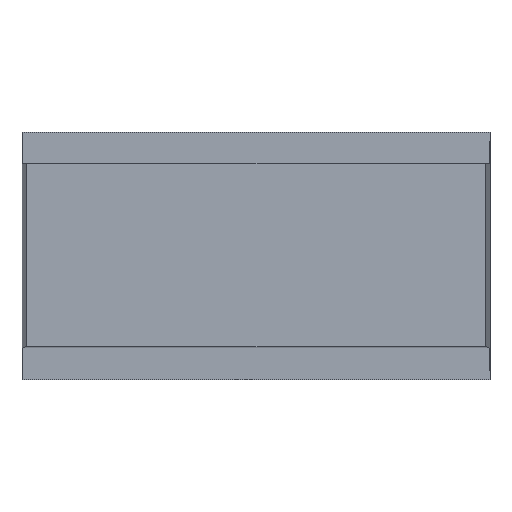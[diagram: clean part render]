
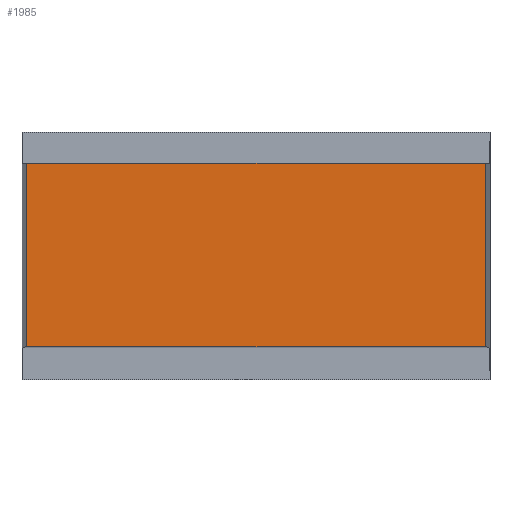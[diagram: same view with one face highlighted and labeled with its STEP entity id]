
A CAD part, top view. The second image highlights one B-rep face of the part: STEP entity #1985.
In plain terms, the highlighted planar face has unit normal (0, 0, 1).
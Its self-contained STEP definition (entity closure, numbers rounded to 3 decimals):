
#268 = CARTESIAN_POINT ( 'NONE',  ( -2.5, 1., 6.3 ) ) ;
#297 = CARTESIAN_POINT ( 'NONE',  ( 0., 0., 6.3 ) ) ;
#360 = VERTEX_POINT ( 'NONE', #2810 ) ;
#375 = LINE ( 'NONE', #1367, #1309 ) ;
#432 = DIRECTION ( 'NONE',  ( 0., 1., 0. ) ) ;
#475 = VERTEX_POINT ( 'NONE', #2354 ) ;
#477 = DIRECTION ( 'NONE',  ( 0., -1., 0. ) ) ;
#802 = EDGE_CURVE ( 'NONE', #360, #1939, #1670, .T. ) ;
#813 = LINE ( 'NONE', #1808, #876 ) ;
#876 = VECTOR ( 'NONE', #2797, 1000. ) ;
#1087 = CARTESIAN_POINT ( 'NONE',  ( 2.5, -1., 6.3 ) ) ;
#1290 = DIRECTION ( 'NONE',  ( 0., 0., -1. ) ) ;
#1309 = VECTOR ( 'NONE', #2365, 1000. ) ;
#1329 = VECTOR ( 'NONE', #432, 1000. ) ;
#1341 = ORIENTED_EDGE ( 'NONE', *, *, #1356, .F. ) ;
#1356 = EDGE_CURVE ( 'NONE', #1939, #475, #375, .T. ) ;
#1367 = CARTESIAN_POINT ( 'NONE',  ( 0., 1., 6.3 ) ) ;
#1534 = FACE_OUTER_BOUND ( 'NONE', #1678, .T. ) ;
#1670 = LINE ( 'NONE', #2659, #1329 ) ;
#1678 = EDGE_LOOP ( 'NONE', ( #1715, #3014, #1756, #1341 ) ) ;
#1715 = ORIENTED_EDGE ( 'NONE', *, *, #802, .F. ) ;
#1716 = LINE ( 'NONE', #2711, #2965 ) ;
#1756 = ORIENTED_EDGE ( 'NONE', *, *, #2619, .F. ) ;
#1808 = CARTESIAN_POINT ( 'NONE',  ( 0., -1., 6.3 ) ) ;
#1939 = VERTEX_POINT ( 'NONE', #268 ) ;
#1985 = ADVANCED_FACE ( 'NONE', ( #1534 ), #2521, .F. ) ;
#2014 = EDGE_CURVE ( 'NONE', #3040, #360, #813, .T. ) ;
#2279 = DIRECTION ( 'NONE',  ( -1., 0., 0. ) ) ;
#2354 = CARTESIAN_POINT ( 'NONE',  ( 2.5, 1., 6.3 ) ) ;
#2365 = DIRECTION ( 'NONE',  ( 1., 0., 0. ) ) ;
#2521 = PLANE ( 'NONE',  #2847 ) ;
#2619 = EDGE_CURVE ( 'NONE', #475, #3040, #1716, .T. ) ;
#2659 = CARTESIAN_POINT ( 'NONE',  ( -2.5, 0., 6.3 ) ) ;
#2711 = CARTESIAN_POINT ( 'NONE',  ( 2.5, 0., 6.3 ) ) ;
#2797 = DIRECTION ( 'NONE',  ( -1., 0., 0. ) ) ;
#2810 = CARTESIAN_POINT ( 'NONE',  ( -2.5, -1., 6.3 ) ) ;
#2847 = AXIS2_PLACEMENT_3D ( 'NONE', #297, #1290, #2279 ) ;
#2965 = VECTOR ( 'NONE', #477, 1000. ) ;
#3014 = ORIENTED_EDGE ( 'NONE', *, *, #2014, .F. ) ;
#3040 = VERTEX_POINT ( 'NONE', #1087 ) ;
